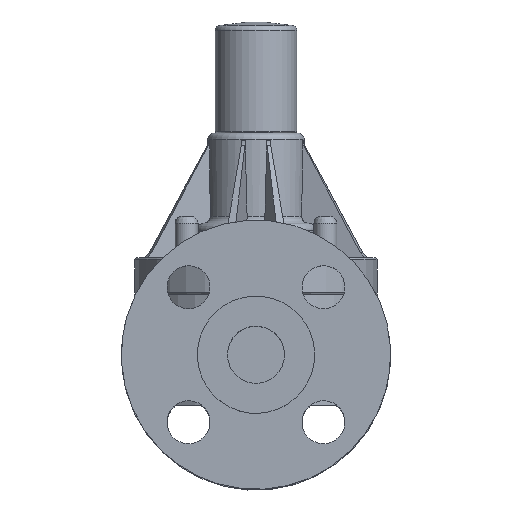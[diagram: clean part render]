
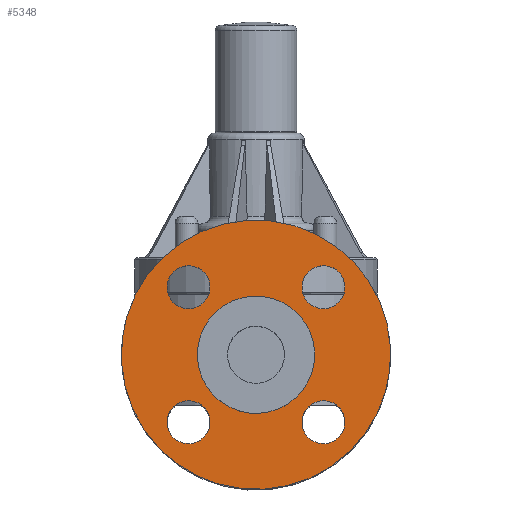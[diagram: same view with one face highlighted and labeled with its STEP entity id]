
A CAD part, top view. The second image highlights one B-rep face of the part: STEP entity #5348.
In plain terms, the highlighted planar face has unit normal (0, 0, 1).
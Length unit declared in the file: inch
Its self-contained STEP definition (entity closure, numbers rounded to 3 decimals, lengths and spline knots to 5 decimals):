
#5277=CARTESIAN_POINT('',(-0.59751,0.12749,3.677));
#5278=DIRECTION('',(0.0,0.0,1.0));
#5279=DIRECTION('',(-0.707,0.707,0.0));
#5280=AXIS2_PLACEMENT_3D('',#5277,#5278,#5279);
#5281=PLANE('',#5280);
#5282=CARTESIAN_POINT('',(-0.54619,-1.13653,3.677));
#5283=VERTEX_POINT('',#5282);
#5284=CARTESIAN_POINT('',(0.,0.725,3.677));
#5285=DIRECTION('',(0.,0.,1.));
#5286=DIRECTION('',(0.707,-0.707,0.));
#5287=AXIS2_PLACEMENT_3D('',#5284,#5285,#5286);
#5288=CIRCLE('',#5287,1.94);
#5289=EDGE_CURVE('',#5283,#5283,#5288,.T.);
#5290=ORIENTED_EDGE('',*,*,#5289,.T.);
#5291=EDGE_LOOP('',(#5290));
#5292=FACE_OUTER_BOUND('',#5291,.T.);
#5293=CARTESIAN_POINT('',(-1.05955,-0.54473,3.677));
#5294=VERTEX_POINT('',#5293);
#5295=CARTESIAN_POINT('',(-0.97227,-0.24727,3.677));
#5296=DIRECTION('',(0.,0.,1.));
#5297=DIRECTION('',(0.707,-0.707,0.));
#5298=AXIS2_PLACEMENT_3D('',#5295,#5296,#5297);
#5299=CIRCLE('',#5298,0.31);
#5300=EDGE_CURVE('',#5294,#5294,#5299,.T.);
#5301=ORIENTED_EDGE('',*,*,#5300,.F.);
#5302=EDGE_LOOP('',(#5301));
#5303=FACE_BOUND('',#5302,.T.);
#5304=CARTESIAN_POINT('',(-1.26973,1.78455,3.677));
#5305=VERTEX_POINT('',#5304);
#5306=CARTESIAN_POINT('',(-0.97227,1.69727,3.677));
#5307=DIRECTION('',(0.,0.,1.));
#5308=DIRECTION('',(0.707,-0.707,0.));
#5309=AXIS2_PLACEMENT_3D('',#5306,#5307,#5308);
#5310=CIRCLE('',#5309,0.31);
#5311=EDGE_CURVE('',#5305,#5305,#5310,.T.);
#5312=ORIENTED_EDGE('',*,*,#5311,.F.);
#5313=EDGE_LOOP('',(#5312));
#5314=FACE_BOUND('',#5313,.T.);
#5315=CARTESIAN_POINT('',(1.05955,1.99473,3.677));
#5316=VERTEX_POINT('',#5315);
#5317=CARTESIAN_POINT('',(0.97227,1.69727,3.677));
#5318=DIRECTION('',(0.,0.,1.));
#5319=DIRECTION('',(0.707,-0.707,0.));
#5320=AXIS2_PLACEMENT_3D('',#5317,#5318,#5319);
#5321=CIRCLE('',#5320,0.31);
#5322=EDGE_CURVE('',#5316,#5316,#5321,.T.);
#5323=ORIENTED_EDGE('',*,*,#5322,.F.);
#5324=EDGE_LOOP('',(#5323));
#5325=FACE_BOUND('',#5324,.T.);
#5326=CARTESIAN_POINT('',(-0.2379,-0.08582,3.677));
#5327=VERTEX_POINT('',#5326);
#5328=CARTESIAN_POINT('',(0.,0.725,3.677));
#5329=DIRECTION('',(0.,0.,1.));
#5330=DIRECTION('',(0.707,-0.707,0.));
#5331=AXIS2_PLACEMENT_3D('',#5328,#5329,#5330);
#5332=CIRCLE('',#5331,0.845);
#5333=EDGE_CURVE('',#5327,#5327,#5332,.T.);
#5334=ORIENTED_EDGE('',*,*,#5333,.F.);
#5335=EDGE_LOOP('',(#5334));
#5336=FACE_BOUND('',#5335,.T.);
#5337=CARTESIAN_POINT('',(1.26973,-0.33455,3.677));
#5338=VERTEX_POINT('',#5337);
#5339=CARTESIAN_POINT('',(0.97227,-0.24727,3.677));
#5340=DIRECTION('',(0.,0.,1.));
#5341=DIRECTION('',(0.707,-0.707,0.));
#5342=AXIS2_PLACEMENT_3D('',#5339,#5340,#5341);
#5343=CIRCLE('',#5342,0.31);
#5344=EDGE_CURVE('',#5338,#5338,#5343,.T.);
#5345=ORIENTED_EDGE('',*,*,#5344,.F.);
#5346=EDGE_LOOP('',(#5345));
#5347=FACE_BOUND('',#5346,.T.);
#5348=ADVANCED_FACE('',(#5292,#5303,#5314,#5325,#5336,#5347),#5281,.T.);
